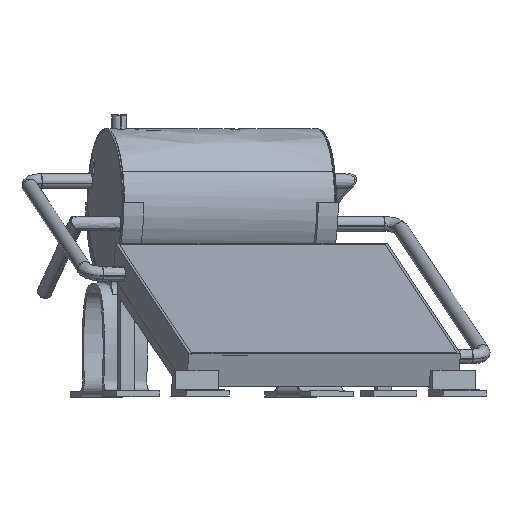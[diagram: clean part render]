
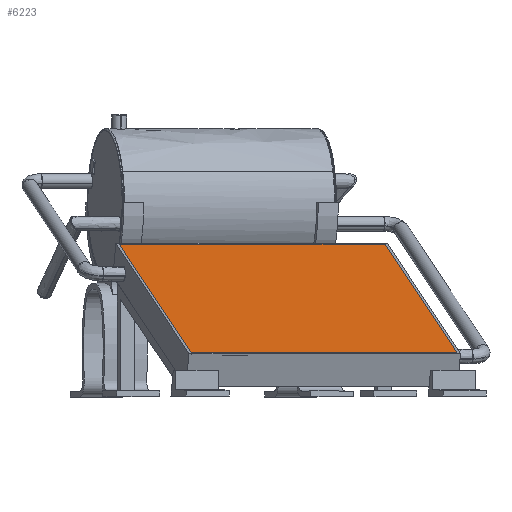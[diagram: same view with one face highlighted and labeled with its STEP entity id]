
A CAD part, top view. The second image highlights one B-rep face of the part: STEP entity #6223.
In plain terms, the highlighted free-form (B-spline) face has degree [1, 1] with [2, 2] control points.
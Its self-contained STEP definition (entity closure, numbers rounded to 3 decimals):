
#6103 = EDGE_CURVE('',#6104,#6106,#6108,.T.);
#6104 = VERTEX_POINT('',#6105);
#6105 = CARTESIAN_POINT('',(343.102,73.453,
    409.328));
#6106 = VERTEX_POINT('',#6107);
#6107 = CARTESIAN_POINT('',(278.874,170.765,
    149.795));
#6108 = B_SPLINE_CURVE_WITH_KNOTS('',1,(#6109,#6110),.UNSPECIFIED.,.F.,
  .F.,(2,2),(0.,216.),.PIECEWISE_BEZIER_KNOTS.);
#6109 = CARTESIAN_POINT('',(343.102,73.453,
    409.328));
#6110 = CARTESIAN_POINT('',(278.874,170.765,
    149.795));
#6139 = EDGE_CURVE('',#6140,#6104,#6142,.T.);
#6140 = VERTEX_POINT('',#6141);
#6141 = CARTESIAN_POINT('',(105.272,73.453,
    468.184));
#6142 = B_SPLINE_CURVE_WITH_KNOTS('',1,(#6143,#6144),.UNSPECIFIED.,.F.,
  .F.,(2,2),(0.,186.),.PIECEWISE_BEZIER_KNOTS.);
#6143 = CARTESIAN_POINT('',(105.272,73.453,
    468.184));
#6144 = CARTESIAN_POINT('',(343.102,73.453,
    409.328));
#6167 = EDGE_CURVE('',#6168,#6140,#6170,.T.);
#6168 = VERTEX_POINT('',#6169);
#6169 = CARTESIAN_POINT('',(41.045,170.765,
    208.651));
#6170 = B_SPLINE_CURVE_WITH_KNOTS('',1,(#6171,#6172),.UNSPECIFIED.,.F.,
  .F.,(2,2),(-216.,0.),.PIECEWISE_BEZIER_KNOTS.);
#6171 = CARTESIAN_POINT('',(41.045,170.765,
    208.651));
#6172 = CARTESIAN_POINT('',(105.272,73.453,
    468.184));
#6195 = EDGE_CURVE('',#6106,#6168,#6196,.T.);
#6196 = B_SPLINE_CURVE_WITH_KNOTS('',1,(#6197,#6198),.UNSPECIFIED.,.F.,
  .F.,(2,2),(-186.,-0.),.PIECEWISE_BEZIER_KNOTS.);
#6197 = CARTESIAN_POINT('',(278.874,170.765,
    149.795));
#6198 = CARTESIAN_POINT('',(41.045,170.765,
    208.651));
#6223 = ADVANCED_FACE('',(#6224),#6230,.F.);
#6224 = FACE_BOUND('',#6225,.T.);
#6225 = EDGE_LOOP('',(#6226,#6227,#6228,#6229));
#6226 = ORIENTED_EDGE('',*,*,#6103,.T.);
#6227 = ORIENTED_EDGE('',*,*,#6195,.T.);
#6228 = ORIENTED_EDGE('',*,*,#6167,.T.);
#6229 = ORIENTED_EDGE('',*,*,#6139,.T.);
#6230 = B_SPLINE_SURFACE_WITH_KNOTS('',1,1,(
    (#6231,#6232)
    ,(#6233,#6234
    )),.UNSPECIFIED.,.F.,.F.,.F.,(2,2),(2,2),(-108.,108.),(-93.,93.),
  .PIECEWISE_BEZIER_KNOTS.);
#6231 = CARTESIAN_POINT('',(105.272,73.453,
    468.184));
#6232 = CARTESIAN_POINT('',(343.102,73.453,
    409.328));
#6233 = CARTESIAN_POINT('',(41.045,170.765,
    208.651));
#6234 = CARTESIAN_POINT('',(278.874,170.765,
    149.795));
